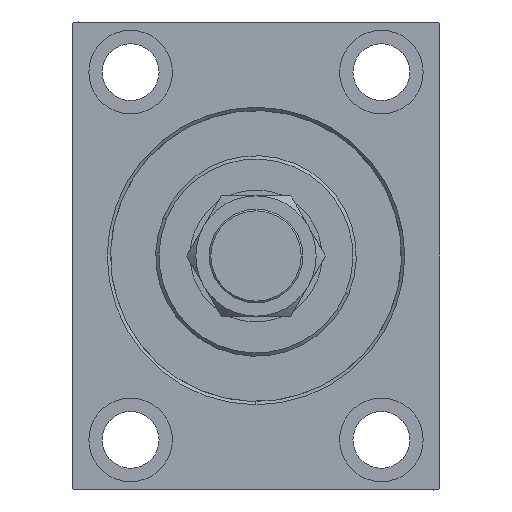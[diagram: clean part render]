
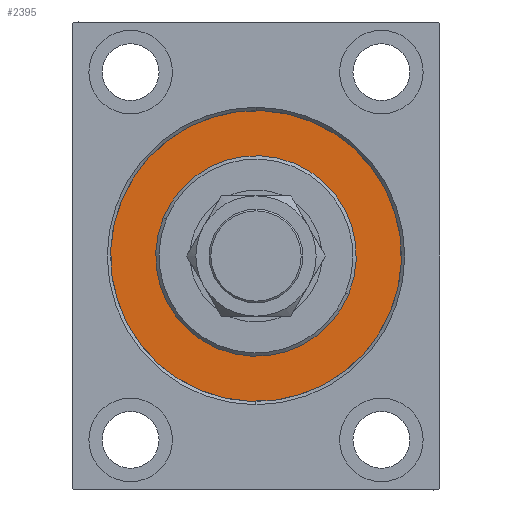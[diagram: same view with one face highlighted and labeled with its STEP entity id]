
A CAD part, left-side view. The second image highlights one B-rep face of the part: STEP entity #2395.
In plain terms, the highlighted face is planar.
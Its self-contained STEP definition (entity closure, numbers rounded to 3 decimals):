
#2395 = ADVANCED_FACE ( 'NONE', ( #3047, #35047 ), #3513, .F. ) ;
#3045 = ORIENTED_EDGE ( 'NONE', *, *, #5687, .F. ) ;
#3047 = FACE_BOUND ( 'NONE', #38746, .T. ) ;
#3513 = PLANE ( 'NONE',  #19790 ) ;
#5272 = CARTESIAN_POINT ( 'NONE',  ( 0., 0., -30. ) ) ;
#5687 = EDGE_CURVE ( 'NONE', #23068, #38780, #12548, .T. ) ;
#5688 = CIRCLE ( 'NONE', #24058, 43.5 ) ;
#7446 = DIRECTION ( 'NONE',  ( 1., 0., 0. ) ) ;
#7547 = CARTESIAN_POINT ( 'NONE',  ( 0., 0., 43.5 ) ) ;
#8108 = AXIS2_PLACEMENT_3D ( 'NONE', #43125, #7446, #10916 ) ;
#9099 = AXIS2_PLACEMENT_3D ( 'NONE', #12886, #9428, #37501 ) ;
#9296 = ORIENTED_EDGE ( 'NONE', *, *, #44812, .F. ) ;
#9428 = DIRECTION ( 'NONE',  ( 1., 0., 0. ) ) ;
#10916 = DIRECTION ( 'NONE',  ( 0., 0., -1. ) ) ;
#12408 = EDGE_LOOP ( 'NONE', ( #9296, #31062 ) ) ;
#12548 = CIRCLE ( 'NONE', #8108, 30. ) ;
#12886 = CARTESIAN_POINT ( 'NONE',  ( 0., 0., 0. ) ) ;
#12993 = DIRECTION ( 'NONE',  ( -1., 0., 0. ) ) ;
#13888 = CARTESIAN_POINT ( 'NONE',  ( 0., 0., 0. ) ) ;
#16581 = CARTESIAN_POINT ( 'NONE',  ( 0., 0., 0. ) ) ;
#18718 = VERTEX_POINT ( 'NONE', #7547 ) ;
#19358 = DIRECTION ( 'NONE',  ( 0., 0., 1. ) ) ;
#19508 = AXIS2_PLACEMENT_3D ( 'NONE', #23573, #12993, #41961 ) ;
#19790 = AXIS2_PLACEMENT_3D ( 'NONE', #13888, #24906, #24688 ) ;
#19806 = DIRECTION ( 'NONE',  ( -1., 0., 0. ) ) ;
#19837 = ORIENTED_EDGE ( 'NONE', *, *, #45092, .F. ) ;
#23068 = VERTEX_POINT ( 'NONE', #5272 ) ;
#23382 = VERTEX_POINT ( 'NONE', #41326 ) ;
#23573 = CARTESIAN_POINT ( 'NONE',  ( 0., 0., 0. ) ) ;
#24058 = AXIS2_PLACEMENT_3D ( 'NONE', #16581, #19806, #19358 ) ;
#24688 = DIRECTION ( 'NONE',  ( 0., 0., 1. ) ) ;
#24906 = DIRECTION ( 'NONE',  ( -1., 0., 0. ) ) ;
#31062 = ORIENTED_EDGE ( 'NONE', *, *, #33042, .F. ) ;
#33042 = EDGE_CURVE ( 'NONE', #18718, #23382, #5688, .T. ) ;
#35047 = FACE_OUTER_BOUND ( 'NONE', #12408, .T. ) ;
#37501 = DIRECTION ( 'NONE',  ( 0., 0., -1. ) ) ;
#38746 = EDGE_LOOP ( 'NONE', ( #19837, #3045 ) ) ;
#38780 = VERTEX_POINT ( 'NONE', #44234 ) ;
#39319 = CIRCLE ( 'NONE', #19508, 43.5 ) ;
#39981 = CIRCLE ( 'NONE', #9099, 30. ) ;
#41326 = CARTESIAN_POINT ( 'NONE',  ( 0., 0., -43.5 ) ) ;
#41961 = DIRECTION ( 'NONE',  ( 0., 0., 1. ) ) ;
#43125 = CARTESIAN_POINT ( 'NONE',  ( 0., 0., 0. ) ) ;
#44234 = CARTESIAN_POINT ( 'NONE',  ( 0., 0., 30. ) ) ;
#44812 = EDGE_CURVE ( 'NONE', #23382, #18718, #39319, .T. ) ;
#45092 = EDGE_CURVE ( 'NONE', #38780, #23068, #39981, .T. ) ;
